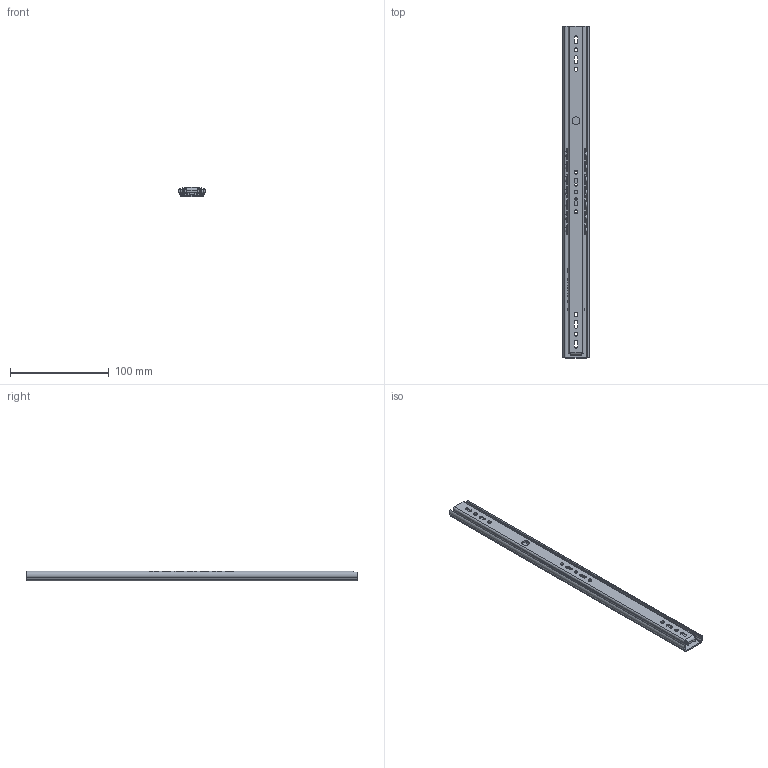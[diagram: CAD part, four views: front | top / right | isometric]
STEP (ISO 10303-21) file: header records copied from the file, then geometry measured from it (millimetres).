
FILE_DESCRIPTION (( 'STEP AP203' ), '1' );
FILE_NAME ('2500-0014-0336 assembly.STEP', '2021-09-21T22:25:19', ( '' ), ( '' ), 'SwSTEP 2.0', 'SolidWorks 2016', '' );
FILE_SCHEMA (( 'CONFIG_CONTROL_DESIGN' ));
Length unit declared in the file: millimetre
Products named in the file (6): Cage; Out; Ball; 2500-0014-0336 assembly; In
Assembly tree (11 placements, depth 3):
  2500-0014-0336 assembly
    In
    Out
    Cage
      Cage
      Ball  x7
Bounding box: 26.99 x 336 x 9.5 mm (x, y, z)
Volume: 14428.7 mm3; surface area: 50077 mm2
Topology: 16 solids, 31 shells, 1125 faces, 3115 edges, 2044 vertices
Faces by surface type: plane 674, cylinder 180, bspline 159, sphere 84, cone 28
Entity records: 37949 total; most frequent: CARTESIAN_POINT 10723, ORIENTED_EDGE 5782, DIRECTION 4951, EDGE_CURVE 2903, VECTOR 1919, LINE 1919, VERTEX_POINT 1914, AXIS2_PLACEMENT_3D 1516
